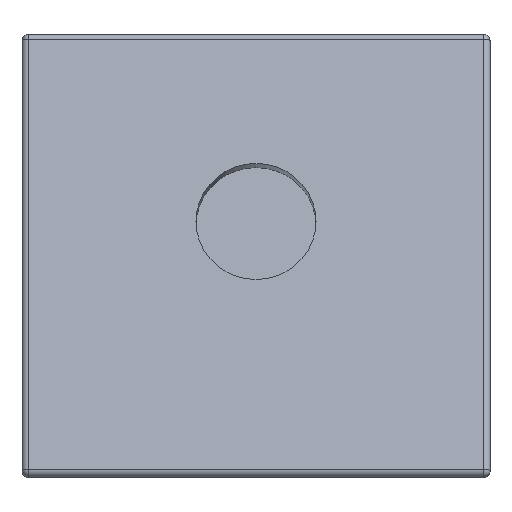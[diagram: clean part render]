
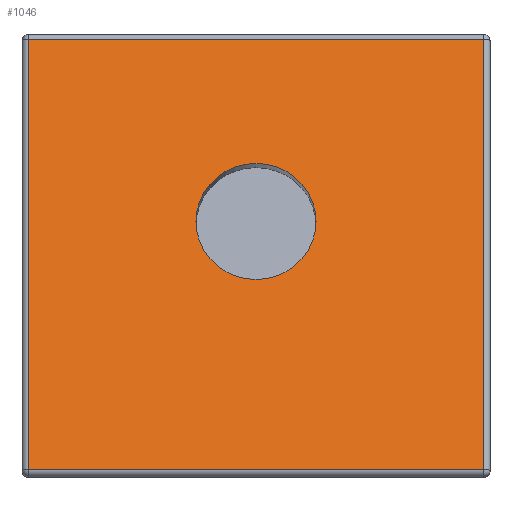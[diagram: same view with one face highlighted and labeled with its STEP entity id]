
A CAD part, top view. The second image highlights one B-rep face of the part: STEP entity #1046.
In plain terms, the highlighted planar face has unit normal (0, 0.259, 0.966).
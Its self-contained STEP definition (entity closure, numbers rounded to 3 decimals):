
#18=FACE_BOUND('',#402,.T.);
#26=PLANE('',#1159);
#69=LINE('',#1592,#182);
#72=LINE('',#1596,#185);
#75=LINE('',#1601,#188);
#80=LINE('',#1608,#193);
#182=VECTOR('',#1287,10.);
#185=VECTOR('',#1292,10.);
#188=VECTOR('',#1299,10.);
#193=VECTOR('',#1308,10.);
#331=FACE_OUTER_BOUND('',#401,.T.);
#401=EDGE_LOOP('',(#811,#812,#813,#814));
#402=EDGE_LOOP('',(#815));
#476=CIRCLE('',#1160,19.);
#493=VERTEX_POINT('',#1551);
#498=VERTEX_POINT('',#1561);
#502=VERTEX_POINT('',#1575);
#506=VERTEX_POINT('',#1583);
#514=VERTEX_POINT('',#1637);
#602=EDGE_CURVE('',#502,#506,#69,.T.);
#605=EDGE_CURVE('',#506,#498,#72,.T.);
#608=EDGE_CURVE('',#493,#502,#75,.T.);
#613=EDGE_CURVE('',#498,#493,#80,.T.);
#628=EDGE_CURVE('',#514,#514,#476,.T.);
#811=ORIENTED_EDGE('',*,*,#602,.F.);
#812=ORIENTED_EDGE('',*,*,#608,.F.);
#813=ORIENTED_EDGE('',*,*,#613,.F.);
#814=ORIENTED_EDGE('',*,*,#605,.F.);
#815=ORIENTED_EDGE('',*,*,#628,.T.);
#1046=ADVANCED_FACE('',(#331,#18),#26,.T.);
#1159=AXIS2_PLACEMENT_3D('',#1636,#1339,#1340);
#1160=AXIS2_PLACEMENT_3D('',#1638,#1341,#1342);
#1287=DIRECTION('',(0.,-0.966,0.259));
#1292=DIRECTION('',(-1.,0.,0.));
#1299=DIRECTION('',(1.,0.,0.));
#1308=DIRECTION('',(0.,0.966,-0.259));
#1339=DIRECTION('center_axis',(0.,0.259,0.966));
#1340=DIRECTION('ref_axis',(0.,0.966,-0.259));
#1341=DIRECTION('center_axis',(0.,-0.259,-0.966));
#1342=DIRECTION('ref_axis',(-1.,0.,0.));
#1551=CARTESIAN_POINT('',(-146.,-1.482,30.397));
#1561=CARTESIAN_POINT('',(-146.,-137.542,66.854));
#1575=CARTESIAN_POINT('',(-2.,-1.482,30.397));
#1583=CARTESIAN_POINT('',(-2.,-137.542,66.854));
#1592=CARTESIAN_POINT('',(-2.,-105.356,58.23));
#1596=CARTESIAN_POINT('',(0.,-137.542,66.854));
#1601=CARTESIAN_POINT('',(0.,-1.482,30.397));
#1608=CARTESIAN_POINT('',(-146.,-105.356,58.23));
#1636=CARTESIAN_POINT('Origin',(0.,-140.059,67.529));
#1637=CARTESIAN_POINT('',(-55.,-59.163,45.853));
#1638=CARTESIAN_POINT('Origin',(-74.,-59.163,45.853));
